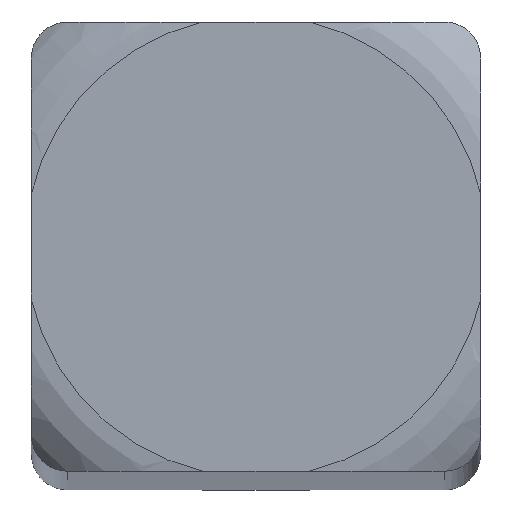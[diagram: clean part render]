
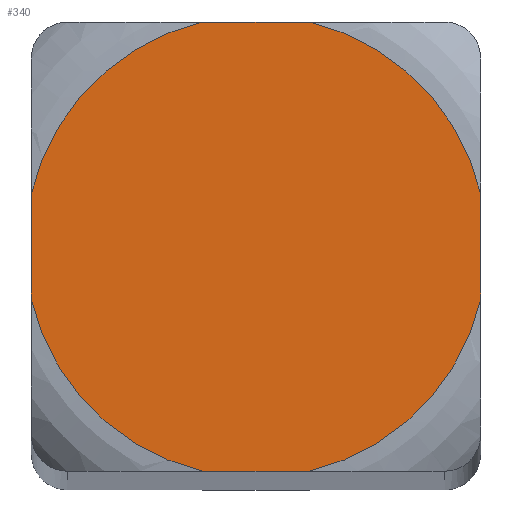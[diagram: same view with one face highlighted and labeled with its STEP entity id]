
A CAD part, top view. The second image highlights one B-rep face of the part: STEP entity #340.
In plain terms, the highlighted planar face has unit normal (0, 0, 1).
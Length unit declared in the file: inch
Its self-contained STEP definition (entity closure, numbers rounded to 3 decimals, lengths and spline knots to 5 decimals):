
#18=CIRCLE('',#375,0.06425);
#22=CIRCLE('',#384,0.06425);
#23=CIRCLE('',#385,0.06425);
#24=CIRCLE('',#386,0.06425);
#37=PLANE('',#383);
#48=FACE_OUTER_BOUND('',#66,.T.);
#66=EDGE_LOOP('',(#256,#257,#258,#259,#260,#261,#262,#263));
#78=LINE('',#520,#94);
#81=LINE('',#571,#97);
#87=LINE('',#654,#103);
#88=LINE('',#658,#104);
#94=VECTOR('',#405,0.02975);
#97=VECTOR('',#418,0.02975);
#103=VECTOR('',#440,0.02975);
#104=VECTOR('',#443,0.02975);
#136=VERTEX_POINT('',#518);
#137=VERTEX_POINT('',#519);
#143=VERTEX_POINT('',#561);
#144=VERTEX_POINT('',#570);
#154=VERTEX_POINT('',#651);
#155=VERTEX_POINT('',#653);
#156=VERTEX_POINT('',#655);
#157=VERTEX_POINT('',#657);
#168=EDGE_CURVE('',#136,#137,#78,.T.);
#178=EDGE_CURVE('',#137,#143,#18,.T.);
#179=EDGE_CURVE('',#143,#144,#81,.T.);
#193=EDGE_CURVE('',#144,#154,#22,.T.);
#194=EDGE_CURVE('',#154,#155,#87,.T.);
#195=EDGE_CURVE('',#155,#156,#23,.T.);
#196=EDGE_CURVE('',#156,#157,#88,.T.);
#197=EDGE_CURVE('',#157,#136,#24,.T.);
#256=ORIENTED_EDGE('',*,*,#168,.T.);
#257=ORIENTED_EDGE('',*,*,#178,.T.);
#258=ORIENTED_EDGE('',*,*,#179,.T.);
#259=ORIENTED_EDGE('',*,*,#193,.T.);
#260=ORIENTED_EDGE('',*,*,#194,.T.);
#261=ORIENTED_EDGE('',*,*,#195,.T.);
#262=ORIENTED_EDGE('',*,*,#196,.T.);
#263=ORIENTED_EDGE('',*,*,#197,.T.);
#340=ADVANCED_FACE('',(#48),#37,.F.);
#375=AXIS2_PLACEMENT_3D('',#568,#414,#415);
#383=AXIS2_PLACEMENT_3D('',#650,#436,#437);
#384=AXIS2_PLACEMENT_3D('',#652,#438,#439);
#385=AXIS2_PLACEMENT_3D('',#656,#441,#442);
#386=AXIS2_PLACEMENT_3D('',#659,#444,#445);
#405=DIRECTION('',(0.,-1.,0.));
#414=DIRECTION('center_axis',(0.,0.,1.));
#415=DIRECTION('ref_axis',(1.,0.,0.));
#418=DIRECTION('',(1.,0.,0.));
#436=DIRECTION('center_axis',(0.,0.,-1.));
#437=DIRECTION('ref_axis',(-1.,0.,0.));
#438=DIRECTION('center_axis',(0.,0.,1.));
#439=DIRECTION('ref_axis',(1.,0.,0.));
#440=DIRECTION('',(0.,1.,0.));
#441=DIRECTION('center_axis',(0.,0.,1.));
#442=DIRECTION('ref_axis',(1.,0.,0.));
#443=DIRECTION('',(-1.,0.,0.));
#444=DIRECTION('center_axis',(0.,0.,1.));
#445=DIRECTION('ref_axis',(1.,0.,0.));
#518=CARTESIAN_POINT('',(-0.0625,0.01488,1.5));
#519=CARTESIAN_POINT('',(-0.0625,-0.01488,1.5));
#520=CARTESIAN_POINT('',(-0.0625,0.01488,1.5));
#561=CARTESIAN_POINT('',(-0.01488,-0.0625,1.5));
#568=CARTESIAN_POINT('Origin',(0.,0.,1.5));
#570=CARTESIAN_POINT('',(0.01488,-0.0625,1.5));
#571=CARTESIAN_POINT('',(-0.01488,-0.0625,1.5));
#650=CARTESIAN_POINT('Origin',(-0.0625,0.0625,1.5));
#651=CARTESIAN_POINT('',(0.0625,-0.01488,1.5));
#652=CARTESIAN_POINT('Origin',(0.,0.,1.5));
#653=CARTESIAN_POINT('',(0.0625,0.01488,1.5));
#654=CARTESIAN_POINT('',(0.0625,-0.01488,1.5));
#655=CARTESIAN_POINT('',(0.01488,0.0625,1.5));
#656=CARTESIAN_POINT('Origin',(0.,0.,1.5));
#657=CARTESIAN_POINT('',(-0.01488,0.0625,1.5));
#658=CARTESIAN_POINT('',(0.01488,0.0625,1.5));
#659=CARTESIAN_POINT('Origin',(0.,0.,1.5));
